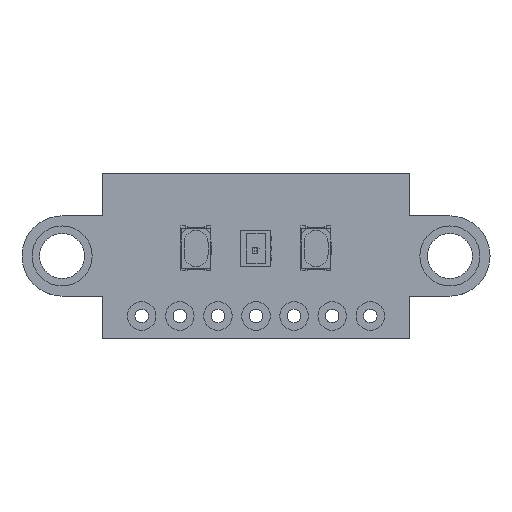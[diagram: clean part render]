
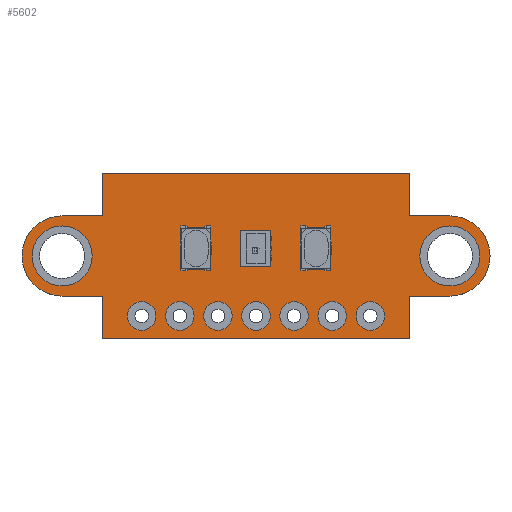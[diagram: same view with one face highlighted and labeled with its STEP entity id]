
A CAD part, top view. The second image highlights one B-rep face of the part: STEP entity #5602.
In plain terms, the highlighted planar face has unit normal (0, 0, 1).
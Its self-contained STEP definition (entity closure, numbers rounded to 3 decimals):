
#312=FACE_BOUND('',#1102,.T.);
#313=FACE_BOUND('',#1103,.T.);
#314=FACE_BOUND('',#1104,.T.);
#315=FACE_BOUND('',#1105,.T.);
#316=FACE_BOUND('',#1106,.T.);
#317=FACE_BOUND('',#1107,.T.);
#318=FACE_BOUND('',#1108,.T.);
#319=FACE_BOUND('',#1109,.T.);
#320=FACE_BOUND('',#1110,.T.);
#418=CIRCLE('',#6061,2.);
#421=CIRCLE('',#6066,0.95);
#424=CIRCLE('',#6071,2.);
#427=CIRCLE('',#6076,0.95);
#430=CIRCLE('',#6081,0.95);
#433=CIRCLE('',#6086,0.95);
#436=CIRCLE('',#6091,0.95);
#439=CIRCLE('',#6096,0.95);
#442=CIRCLE('',#6101,0.95);
#445=CIRCLE('',#6120,2.675);
#447=CIRCLE('',#6128,2.675);
#759=FACE_OUTER_BOUND('',#1101,.T.);
#1101=EDGE_LOOP('',(#4995,#4996,#4997,#4998,#4999,#5000,#5001,#5002,#5003,
#5004,#5005,#5006));
#1102=EDGE_LOOP('',(#5007));
#1103=EDGE_LOOP('',(#5008));
#1104=EDGE_LOOP('',(#5009));
#1105=EDGE_LOOP('',(#5010));
#1106=EDGE_LOOP('',(#5011));
#1107=EDGE_LOOP('',(#5012));
#1108=EDGE_LOOP('',(#5013));
#1109=EDGE_LOOP('',(#5014));
#1110=EDGE_LOOP('',(#5015));
#1707=LINE('',#9167,#2323);
#1710=LINE('',#9173,#2326);
#1713=LINE('',#9179,#2329);
#1716=LINE('',#9185,#2332);
#1719=LINE('',#9191,#2335);
#1723=LINE('',#9203,#2339);
#1726=LINE('',#9209,#2342);
#1729=LINE('',#9215,#2345);
#1732=LINE('',#9221,#2348);
#1735=LINE('',#9227,#2351);
#2323=VECTOR('',#7566,10.);
#2326=VECTOR('',#7571,10.);
#2329=VECTOR('',#7576,10.);
#2332=VECTOR('',#7581,10.);
#2335=VECTOR('',#7586,10.);
#2339=VECTOR('',#7598,10.);
#2342=VECTOR('',#7603,10.);
#2345=VECTOR('',#7608,10.);
#2348=VECTOR('',#7613,10.);
#2351=VECTOR('',#7618,10.);
#2785=VERTEX_POINT('',#9064);
#2788=VERTEX_POINT('',#9073);
#2791=VERTEX_POINT('',#9082);
#2794=VERTEX_POINT('',#9091);
#2797=VERTEX_POINT('',#9100);
#2800=VERTEX_POINT('',#9109);
#2803=VERTEX_POINT('',#9118);
#2806=VERTEX_POINT('',#9127);
#2809=VERTEX_POINT('',#9136);
#2813=VERTEX_POINT('',#9164);
#2814=VERTEX_POINT('',#9166);
#2816=VERTEX_POINT('',#9172);
#2818=VERTEX_POINT('',#9178);
#2820=VERTEX_POINT('',#9184);
#2822=VERTEX_POINT('',#9190);
#2824=VERTEX_POINT('',#9196);
#2826=VERTEX_POINT('',#9202);
#2828=VERTEX_POINT('',#9208);
#2830=VERTEX_POINT('',#9214);
#2832=VERTEX_POINT('',#9220);
#2834=VERTEX_POINT('',#9226);
#3490=EDGE_CURVE('',#2785,#2785,#418,.T.);
#3494=EDGE_CURVE('',#2788,#2788,#421,.T.);
#3498=EDGE_CURVE('',#2791,#2791,#424,.T.);
#3502=EDGE_CURVE('',#2794,#2794,#427,.T.);
#3506=EDGE_CURVE('',#2797,#2797,#430,.T.);
#3510=EDGE_CURVE('',#2800,#2800,#433,.T.);
#3514=EDGE_CURVE('',#2803,#2803,#436,.T.);
#3518=EDGE_CURVE('',#2806,#2806,#439,.T.);
#3522=EDGE_CURVE('',#2809,#2809,#442,.T.);
#3535=EDGE_CURVE('',#2814,#2813,#1707,.T.);
#3538=EDGE_CURVE('',#2816,#2814,#1710,.T.);
#3541=EDGE_CURVE('',#2818,#2816,#1713,.T.);
#3544=EDGE_CURVE('',#2820,#2818,#1716,.T.);
#3547=EDGE_CURVE('',#2822,#2820,#1719,.T.);
#3550=EDGE_CURVE('',#2824,#2822,#445,.T.);
#3553=EDGE_CURVE('',#2826,#2824,#1723,.T.);
#3556=EDGE_CURVE('',#2828,#2826,#1726,.T.);
#3559=EDGE_CURVE('',#2830,#2828,#1729,.T.);
#3562=EDGE_CURVE('',#2832,#2830,#1732,.T.);
#3565=EDGE_CURVE('',#2834,#2832,#1735,.T.);
#3568=EDGE_CURVE('',#2813,#2834,#447,.T.);
#4995=ORIENTED_EDGE('',*,*,#3568,.T.);
#4996=ORIENTED_EDGE('',*,*,#3565,.T.);
#4997=ORIENTED_EDGE('',*,*,#3562,.T.);
#4998=ORIENTED_EDGE('',*,*,#3559,.T.);
#4999=ORIENTED_EDGE('',*,*,#3556,.T.);
#5000=ORIENTED_EDGE('',*,*,#3553,.T.);
#5001=ORIENTED_EDGE('',*,*,#3550,.T.);
#5002=ORIENTED_EDGE('',*,*,#3547,.T.);
#5003=ORIENTED_EDGE('',*,*,#3544,.T.);
#5004=ORIENTED_EDGE('',*,*,#3541,.T.);
#5005=ORIENTED_EDGE('',*,*,#3538,.T.);
#5006=ORIENTED_EDGE('',*,*,#3535,.T.);
#5007=ORIENTED_EDGE('',*,*,#3490,.T.);
#5008=ORIENTED_EDGE('',*,*,#3494,.T.);
#5009=ORIENTED_EDGE('',*,*,#3498,.T.);
#5010=ORIENTED_EDGE('',*,*,#3502,.T.);
#5011=ORIENTED_EDGE('',*,*,#3506,.T.);
#5012=ORIENTED_EDGE('',*,*,#3510,.T.);
#5013=ORIENTED_EDGE('',*,*,#3514,.T.);
#5014=ORIENTED_EDGE('',*,*,#3518,.T.);
#5015=ORIENTED_EDGE('',*,*,#3522,.T.);
#5289=PLANE('',#6129);
#5602=ADVANCED_FACE('',(#759,#312,#313,#314,#315,#316,#317,#318,#319,#320),
#5289,.T.);
#6061=AXIS2_PLACEMENT_3D('',#9066,#7441,#7442);
#6066=AXIS2_PLACEMENT_3D('',#9075,#7452,#7453);
#6071=AXIS2_PLACEMENT_3D('',#9084,#7463,#7464);
#6076=AXIS2_PLACEMENT_3D('',#9093,#7474,#7475);
#6081=AXIS2_PLACEMENT_3D('',#9102,#7485,#7486);
#6086=AXIS2_PLACEMENT_3D('',#9111,#7496,#7497);
#6091=AXIS2_PLACEMENT_3D('',#9120,#7507,#7508);
#6096=AXIS2_PLACEMENT_3D('',#9129,#7518,#7519);
#6101=AXIS2_PLACEMENT_3D('',#9138,#7529,#7530);
#6120=AXIS2_PLACEMENT_3D('',#9197,#7592,#7593);
#6128=AXIS2_PLACEMENT_3D('',#9231,#7624,#7625);
#6129=AXIS2_PLACEMENT_3D('',#9232,#7626,#7627);
#7441=DIRECTION('center_axis',(0.,0.,-1.));
#7442=DIRECTION('ref_axis',(-1.,0.,0.));
#7452=DIRECTION('center_axis',(0.,0.,-1.));
#7453=DIRECTION('ref_axis',(-1.,0.,0.));
#7463=DIRECTION('center_axis',(0.,0.,-1.));
#7464=DIRECTION('ref_axis',(-1.,0.,0.));
#7474=DIRECTION('center_axis',(0.,0.,-1.));
#7475=DIRECTION('ref_axis',(-1.,0.,0.));
#7485=DIRECTION('center_axis',(0.,0.,-1.));
#7486=DIRECTION('ref_axis',(-1.,0.,0.));
#7496=DIRECTION('center_axis',(0.,0.,-1.));
#7497=DIRECTION('ref_axis',(-1.,0.,0.));
#7507=DIRECTION('center_axis',(0.,0.,-1.));
#7508=DIRECTION('ref_axis',(-1.,0.,0.));
#7518=DIRECTION('center_axis',(0.,0.,-1.));
#7519=DIRECTION('ref_axis',(-1.,0.,0.));
#7529=DIRECTION('center_axis',(0.,0.,-1.));
#7530=DIRECTION('ref_axis',(-1.,0.,0.));
#7566=DIRECTION('',(-1.,0.,0.));
#7571=DIRECTION('',(0.,-1.,0.));
#7576=DIRECTION('',(-1.,0.,0.));
#7581=DIRECTION('',(0.,1.,0.));
#7586=DIRECTION('',(-1.,0.,0.));
#7592=DIRECTION('center_axis',(0.,0.,1.));
#7593=DIRECTION('ref_axis',(0.,-1.,0.));
#7598=DIRECTION('',(1.,0.,0.));
#7603=DIRECTION('',(0.,1.,0.));
#7608=DIRECTION('',(1.,0.,0.));
#7613=DIRECTION('',(0.,-1.,0.));
#7618=DIRECTION('',(1.,0.,0.));
#7624=DIRECTION('center_axis',(0.,0.,1.));
#7625=DIRECTION('ref_axis',(0.,1.,0.));
#7626=DIRECTION('center_axis',(0.,0.,1.));
#7627=DIRECTION('ref_axis',(1.,0.,0.));
#9064=CARTESIAN_POINT('',(14.925,0.,1.));
#9066=CARTESIAN_POINT('Origin',(12.925,0.,1.));
#9073=CARTESIAN_POINT('',(0.95,-4.,1.));
#9075=CARTESIAN_POINT('Origin',(0.,-4.,1.));
#9082=CARTESIAN_POINT('',(-10.925,0.,1.));
#9084=CARTESIAN_POINT('Origin',(-12.925,0.,1.));
#9091=CARTESIAN_POINT('',(-1.59,-4.,1.));
#9093=CARTESIAN_POINT('Origin',(-2.54,-4.,1.));
#9100=CARTESIAN_POINT('',(8.57,-4.,1.));
#9102=CARTESIAN_POINT('Origin',(7.62,-4.,1.));
#9109=CARTESIAN_POINT('',(3.49,-4.,1.));
#9111=CARTESIAN_POINT('Origin',(2.54,-4.,1.));
#9118=CARTESIAN_POINT('',(-6.67,-4.,1.));
#9120=CARTESIAN_POINT('Origin',(-7.62,-4.,1.));
#9127=CARTESIAN_POINT('',(-4.13,-4.,1.));
#9129=CARTESIAN_POINT('Origin',(-5.08,-4.,1.));
#9136=CARTESIAN_POINT('',(6.03,-4.,1.));
#9138=CARTESIAN_POINT('Origin',(5.08,-4.,1.));
#9164=CARTESIAN_POINT('',(-12.925,2.675,1.));
#9166=CARTESIAN_POINT('',(-10.25,2.675,1.));
#9167=CARTESIAN_POINT('',(-10.25,2.675,1.));
#9172=CARTESIAN_POINT('',(-10.25,5.5,1.));
#9173=CARTESIAN_POINT('',(-10.25,2.675,1.));
#9178=CARTESIAN_POINT('',(10.25,5.5,1.));
#9179=CARTESIAN_POINT('',(-10.25,5.5,1.));
#9184=CARTESIAN_POINT('',(10.25,2.675,1.));
#9185=CARTESIAN_POINT('',(10.25,5.5,1.));
#9190=CARTESIAN_POINT('',(12.925,2.675,1.));
#9191=CARTESIAN_POINT('',(10.25,2.675,1.));
#9196=CARTESIAN_POINT('',(12.925,-2.675,1.));
#9197=CARTESIAN_POINT('Origin',(12.925,0.,1.));
#9202=CARTESIAN_POINT('',(10.25,-2.675,1.));
#9203=CARTESIAN_POINT('',(10.25,-2.675,1.));
#9208=CARTESIAN_POINT('',(10.25,-5.5,1.));
#9209=CARTESIAN_POINT('',(10.25,-2.675,1.));
#9214=CARTESIAN_POINT('',(-10.25,-5.5,1.));
#9215=CARTESIAN_POINT('',(10.25,-5.5,1.));
#9220=CARTESIAN_POINT('',(-10.25,-2.675,1.));
#9221=CARTESIAN_POINT('',(-10.25,-5.5,1.));
#9226=CARTESIAN_POINT('',(-12.925,-2.675,1.));
#9227=CARTESIAN_POINT('',(-10.25,-2.675,1.));
#9231=CARTESIAN_POINT('Origin',(-12.925,0.,1.));
#9232=CARTESIAN_POINT('Origin',(0.,0.,1.));
